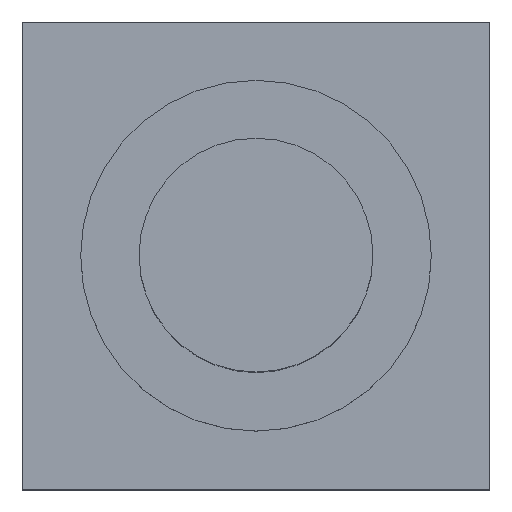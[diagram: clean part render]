
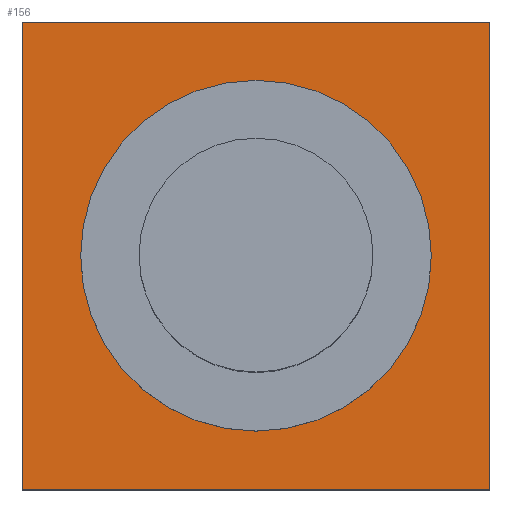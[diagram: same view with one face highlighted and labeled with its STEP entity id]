
A CAD part, top view. The second image highlights one B-rep face of the part: STEP entity #156.
In plain terms, the highlighted planar face has unit normal (0, 0, 1).
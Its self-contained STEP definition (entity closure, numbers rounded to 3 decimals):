
#16=FACE_BOUND('',#46,.T.);
#24=PLANE('',#184);
#34=FACE_OUTER_BOUND('',#45,.T.);
#45=EDGE_LOOP('',(#140,#141,#142,#143));
#46=EDGE_LOOP('',(#144));
#51=LINE('',#251,#65);
#54=LINE('',#257,#68);
#57=LINE('',#263,#71);
#60=LINE('',#267,#74);
#65=VECTOR('',#209,10.);
#68=VECTOR('',#214,10.);
#71=VECTOR('',#219,10.);
#74=VECTOR('',#224,10.);
#78=CIRCLE('',#177,3.);
#82=VERTEX_POINT('',#240);
#85=VERTEX_POINT('',#248);
#86=VERTEX_POINT('',#250);
#88=VERTEX_POINT('',#256);
#90=VERTEX_POINT('',#262);
#96=EDGE_CURVE('',#82,#82,#78,.T.);
#99=EDGE_CURVE('',#86,#85,#51,.T.);
#102=EDGE_CURVE('',#88,#86,#54,.T.);
#105=EDGE_CURVE('',#90,#88,#57,.T.);
#108=EDGE_CURVE('',#85,#90,#60,.T.);
#140=ORIENTED_EDGE('',*,*,#108,.T.);
#141=ORIENTED_EDGE('',*,*,#105,.T.);
#142=ORIENTED_EDGE('',*,*,#102,.T.);
#143=ORIENTED_EDGE('',*,*,#99,.T.);
#144=ORIENTED_EDGE('',*,*,#96,.T.);
#156=ADVANCED_FACE('',(#34,#16),#24,.T.);
#177=AXIS2_PLACEMENT_3D('',#242,#201,#202);
#184=AXIS2_PLACEMENT_3D('',#269,#227,#228);
#201=DIRECTION('center_axis',(0.,0.,-1.));
#202=DIRECTION('ref_axis',(-1.,0.,0.));
#209=DIRECTION('',(0.,1.,0.));
#214=DIRECTION('',(1.,0.,0.));
#219=DIRECTION('',(0.,-1.,0.));
#224=DIRECTION('',(-1.,0.,0.));
#227=DIRECTION('center_axis',(0.,0.,1.));
#228=DIRECTION('ref_axis',(1.,0.,0.));
#240=CARTESIAN_POINT('',(3.,0.,4.));
#242=CARTESIAN_POINT('Origin',(0.,0.,4.));
#248=CARTESIAN_POINT('',(4.,4.,4.));
#250=CARTESIAN_POINT('',(4.,-4.,4.));
#251=CARTESIAN_POINT('',(4.,4.,4.));
#256=CARTESIAN_POINT('',(-4.,-4.,4.));
#257=CARTESIAN_POINT('',(4.,-4.,4.));
#262=CARTESIAN_POINT('',(-4.,4.,4.));
#263=CARTESIAN_POINT('',(-4.,-4.,4.));
#267=CARTESIAN_POINT('',(-4.,4.,4.));
#269=CARTESIAN_POINT('Origin',(0.,0.,4.));
